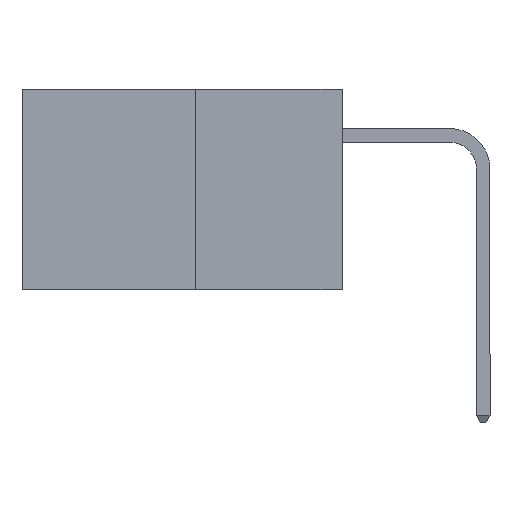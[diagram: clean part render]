
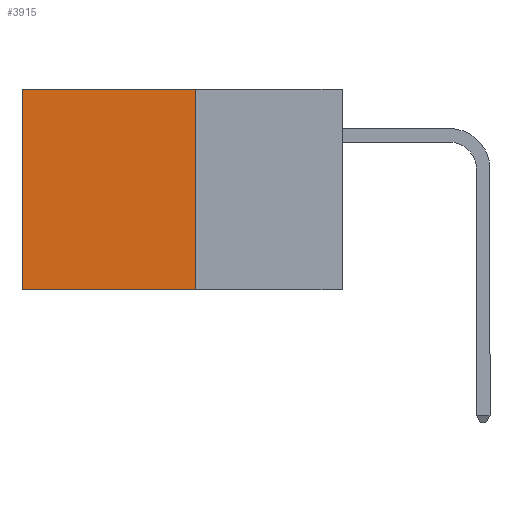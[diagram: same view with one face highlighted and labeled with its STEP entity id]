
A CAD part, left-side view. The second image highlights one B-rep face of the part: STEP entity #3915.
In plain terms, the highlighted planar face has unit normal (-1, 0, 0).
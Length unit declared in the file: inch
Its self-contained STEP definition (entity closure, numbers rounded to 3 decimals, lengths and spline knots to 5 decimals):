
#318 = VERTEX_POINT ( 'NONE', #4438 ) ;
#354 = CARTESIAN_POINT ( 'NONE',  ( 0.277, 0.27, -0.37 ) ) ;
#726 = CARTESIAN_POINT ( 'NONE',  ( 0.277, 0.59, 0. ) ) ;
#763 = DIRECTION ( 'NONE',  ( 0., 0., -1. ) ) ;
#927 = CARTESIAN_POINT ( 'NONE',  ( 0.277, 0.27, 0. ) ) ;
#1020 = DIRECTION ( 'NONE',  ( 1., 0., 0. ) ) ;
#1031 = CARTESIAN_POINT ( 'NONE',  ( 0.277, 0.27, -0.37 ) ) ;
#1112 = PLANE ( 'NONE',  #3998 ) ;
#1368 = VECTOR ( 'NONE', #2354, 39.37008 ) ;
#1474 = DIRECTION ( 'NONE',  ( 0., 1., 0. ) ) ;
#2107 = EDGE_LOOP ( 'NONE', ( #4000, #2151, #4545, #5668 ) ) ;
#2151 = ORIENTED_EDGE ( 'NONE', *, *, #2359, .F. ) ;
#2354 = DIRECTION ( 'NONE',  ( 0., 0., -1. ) ) ;
#2359 = EDGE_CURVE ( 'NONE', #5441, #5637, #10119, .T. ) ;
#3603 = VECTOR ( 'NONE', #9520, 39.37008 ) ;
#3887 = LINE ( 'NONE', #4446, #3603 ) ;
#3915 = ADVANCED_FACE ( 'NONE', ( #6404 ), #1112, .F. ) ;
#3927 = EDGE_CURVE ( 'NONE', #318, #5398, #8652, .T. ) ;
#3998 = AXIS2_PLACEMENT_3D ( 'NONE', #1031, #1020, #763 ) ;
#4000 = ORIENTED_EDGE ( 'NONE', *, *, #6121, .T. ) ;
#4087 = VECTOR ( 'NONE', #1474, 39.37008 ) ;
#4438 = CARTESIAN_POINT ( 'NONE',  ( 0.277, 0.27, 0. ) ) ;
#4446 = CARTESIAN_POINT ( 'NONE',  ( 0.277, 0.59, -0.37 ) ) ;
#4545 = ORIENTED_EDGE ( 'NONE', *, *, #7470, .F. ) ;
#5398 = VERTEX_POINT ( 'NONE', #726 ) ;
#5441 = VERTEX_POINT ( 'NONE', #354 ) ;
#5637 = VERTEX_POINT ( 'NONE', #9633 ) ;
#5668 = ORIENTED_EDGE ( 'NONE', *, *, #3927, .T. ) ;
#6121 = EDGE_CURVE ( 'NONE', #5398, #5637, #3887, .T. ) ;
#6171 = LINE ( 'NONE', #8462, #1368 ) ;
#6404 = FACE_OUTER_BOUND ( 'NONE', #2107, .T. ) ;
#7470 = EDGE_CURVE ( 'NONE', #318, #5441, #6171, .T. ) ;
#7970 = VECTOR ( 'NONE', #9670, 39.37008 ) ;
#8462 = CARTESIAN_POINT ( 'NONE',  ( 0.277, 0.27, -0.37 ) ) ;
#8652 = LINE ( 'NONE', #927, #4087 ) ;
#9520 = DIRECTION ( 'NONE',  ( 0., 0., -1. ) ) ;
#9633 = CARTESIAN_POINT ( 'NONE',  ( 0.277, 0.59, -0.37 ) ) ;
#9670 = DIRECTION ( 'NONE',  ( 0., 1., 0. ) ) ;
#10119 = LINE ( 'NONE', #10142, #7970 ) ;
#10142 = CARTESIAN_POINT ( 'NONE',  ( 0.277, 0.27, -0.37 ) ) ;
